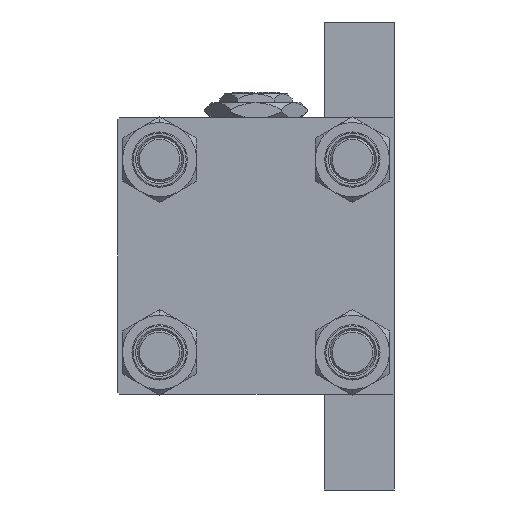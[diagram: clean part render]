
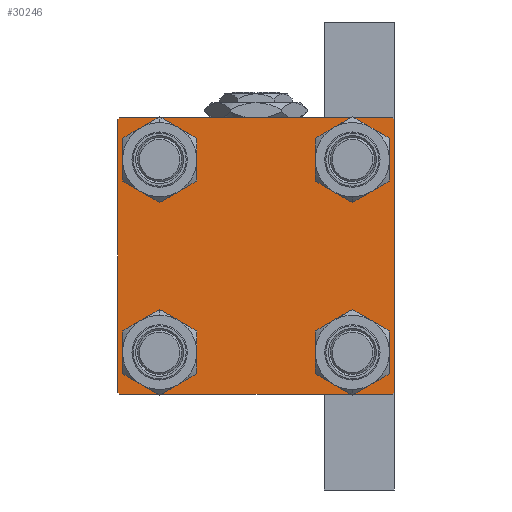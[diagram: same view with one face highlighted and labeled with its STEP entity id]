
A CAD part, left-side view. The second image highlights one B-rep face of the part: STEP entity #30246.
In plain terms, the highlighted planar face has unit normal (-1, 0, 0).
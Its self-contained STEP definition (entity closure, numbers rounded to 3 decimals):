
#527 = VECTOR ( 'NONE', #26653, 1000. ) ;
#921 = CARTESIAN_POINT ( 'NONE',  ( 0., 37.25, 37.25 ) ) ;
#951 = CARTESIAN_POINT ( 'NONE',  ( 0., -26.15, 32.65 ) ) ;
#1075 = CARTESIAN_POINT ( 'NONE',  ( 0., 26.15, -32.65 ) ) ;
#1381 = ORIENTED_EDGE ( 'NONE', *, *, #40480, .T. ) ;
#2190 = VECTOR ( 'NONE', #41690, 1000. ) ;
#2642 = CARTESIAN_POINT ( 'NONE',  ( 0., -37.5, 37. ) ) ;
#2705 = EDGE_CURVE ( 'NONE', #26574, #37116, #39079, .T. ) ;
#2760 = CARTESIAN_POINT ( 'NONE',  ( 0., 0., 0. ) ) ;
#4245 = EDGE_CURVE ( 'NONE', #17958, #42524, #14937, .T. ) ;
#4662 = CARTESIAN_POINT ( 'NONE',  ( 0., 37.5, -37.5 ) ) ;
#4772 = CARTESIAN_POINT ( 'NONE',  ( 0., 37., -37.5 ) ) ;
#4908 = CIRCLE ( 'NONE', #47010, 6.5 ) ;
#5584 = CARTESIAN_POINT ( 'NONE',  ( 0., -26.15, -19.65 ) ) ;
#5769 = DIRECTION ( 'NONE',  ( 0., 0., 1. ) ) ;
#5824 = FACE_BOUND ( 'NONE', #33461, .T. ) ;
#6595 = DIRECTION ( 'NONE',  ( 0., 0., 1. ) ) ;
#7244 = ORIENTED_EDGE ( 'NONE', *, *, #32929, .T. ) ;
#7312 = DIRECTION ( 'NONE',  ( 0., 0.707, 0.707 ) ) ;
#7448 = CARTESIAN_POINT ( 'NONE',  ( 0., 37.5, 37.5 ) ) ;
#8016 = AXIS2_PLACEMENT_3D ( 'NONE', #34232, #26374, #6595 ) ;
#8663 = DIRECTION ( 'NONE',  ( 0., 0., 1. ) ) ;
#8687 = CARTESIAN_POINT ( 'NONE',  ( 0., 26.15, 26.15 ) ) ;
#8859 = CARTESIAN_POINT ( 'NONE',  ( 0., 26.15, 19.65 ) ) ;
#8963 = CARTESIAN_POINT ( 'NONE',  ( 0., 26.15, 32.65 ) ) ;
#8983 = DIRECTION ( 'NONE',  ( 0., -1., 0. ) ) ;
#9752 = VERTEX_POINT ( 'NONE', #22138 ) ;
#10354 = EDGE_LOOP ( 'NONE', ( #11050, #14598 ) ) ;
#10774 = DIRECTION ( 'NONE',  ( 1., 0., 0. ) ) ;
#11050 = ORIENTED_EDGE ( 'NONE', *, *, #36988, .T. ) ;
#11369 = LINE ( 'NONE', #49694, #43792 ) ;
#11749 = CARTESIAN_POINT ( 'NONE',  ( 0., 37., 37.5 ) ) ;
#12184 = CIRCLE ( 'NONE', #47861, 6.5 ) ;
#13322 = VERTEX_POINT ( 'NONE', #951 ) ;
#13394 = ORIENTED_EDGE ( 'NONE', *, *, #29631, .T. ) ;
#14598 = ORIENTED_EDGE ( 'NONE', *, *, #21263, .T. ) ;
#14937 = LINE ( 'NONE', #45867, #19663 ) ;
#15308 = CIRCLE ( 'NONE', #18525, 6.5 ) ;
#15482 = EDGE_CURVE ( 'NONE', #37116, #26574, #45872, .T. ) ;
#15746 = CARTESIAN_POINT ( 'NONE',  ( 0., 37.25, -37.25 ) ) ;
#15794 = DIRECTION ( 'NONE',  ( 1., 0., 0. ) ) ;
#15877 = ORIENTED_EDGE ( 'NONE', *, *, #44430, .T. ) ;
#16112 = VECTOR ( 'NONE', #24281, 1000. ) ;
#16341 = LINE ( 'NONE', #4662, #23850 ) ;
#16415 = EDGE_CURVE ( 'NONE', #26870, #23869, #19052, .T. ) ;
#17229 = AXIS2_PLACEMENT_3D ( 'NONE', #8687, #15794, #39605 ) ;
#17625 = VERTEX_POINT ( 'NONE', #4772 ) ;
#17958 = VERTEX_POINT ( 'NONE', #2642 ) ;
#18054 = EDGE_CURVE ( 'NONE', #26523, #42524, #42179, .T. ) ;
#18145 = CIRCLE ( 'NONE', #31110, 6.5 ) ;
#18373 = CARTESIAN_POINT ( 'NONE',  ( 0., 37.5, -37. ) ) ;
#18481 = DIRECTION ( 'NONE',  ( 0., 0., -1. ) ) ;
#18525 = AXIS2_PLACEMENT_3D ( 'NONE', #27925, #43384, #8663 ) ;
#19052 = LINE ( 'NONE', #19542, #527 ) ;
#19401 = ORIENTED_EDGE ( 'NONE', *, *, #49692, .T. ) ;
#19470 = LINE ( 'NONE', #49929, #45518 ) ;
#19542 = CARTESIAN_POINT ( 'NONE',  ( 0., -37.25, -37.25 ) ) ;
#19663 = VECTOR ( 'NONE', #7312, 1000. ) ;
#20561 = VERTEX_POINT ( 'NONE', #18373 ) ;
#21263 = EDGE_CURVE ( 'NONE', #34263, #40120, #41036, .T. ) ;
#21297 = PLANE ( 'NONE',  #48664 ) ;
#21751 = DIRECTION ( 'NONE',  ( 1., 0., 0. ) ) ;
#22013 = CARTESIAN_POINT ( 'NONE',  ( 0., 26.15, 26.15 ) ) ;
#22138 = CARTESIAN_POINT ( 'NONE',  ( 0., -26.15, 19.65 ) ) ;
#22474 = ORIENTED_EDGE ( 'NONE', *, *, #16415, .T. ) ;
#23100 = EDGE_LOOP ( 'NONE', ( #13394, #15877, #19401, #22474, #44979, #28091, #29577, #35922 ) ) ;
#23549 = VERTEX_POINT ( 'NONE', #39741 ) ;
#23850 = VECTOR ( 'NONE', #8983, 1000. ) ;
#23869 = VERTEX_POINT ( 'NONE', #25814 ) ;
#24281 = DIRECTION ( 'NONE',  ( 0., 0.707, -0.707 ) ) ;
#24904 = DIRECTION ( 'NONE',  ( 0., 0., 1. ) ) ;
#25113 = FACE_BOUND ( 'NONE', #10354, .T. ) ;
#25409 = EDGE_LOOP ( 'NONE', ( #50091, #1381 ) ) ;
#25572 = DIRECTION ( 'NONE',  ( 0., 0., 1. ) ) ;
#25814 = CARTESIAN_POINT ( 'NONE',  ( 0., -37.5, -37. ) ) ;
#26185 = EDGE_CURVE ( 'NONE', #26523, #23549, #35684, .T. ) ;
#26247 = DIRECTION ( 'NONE',  ( 0., 0., 1. ) ) ;
#26374 = DIRECTION ( 'NONE',  ( 1., 0., 0. ) ) ;
#26434 = AXIS2_PLACEMENT_3D ( 'NONE', #22013, #32925, #37475 ) ;
#26523 = VERTEX_POINT ( 'NONE', #11749 ) ;
#26574 = VERTEX_POINT ( 'NONE', #8963 ) ;
#26637 = VERTEX_POINT ( 'NONE', #1075 ) ;
#26653 = DIRECTION ( 'NONE',  ( 0., -0.707, 0.707 ) ) ;
#26870 = VERTEX_POINT ( 'NONE', #41876 ) ;
#27925 = CARTESIAN_POINT ( 'NONE',  ( 0., 26.15, -26.15 ) ) ;
#28086 = AXIS2_PLACEMENT_3D ( 'NONE', #32499, #40849, #24904 ) ;
#28091 = ORIENTED_EDGE ( 'NONE', *, *, #4245, .T. ) ;
#29577 = ORIENTED_EDGE ( 'NONE', *, *, #18054, .F. ) ;
#29631 = EDGE_CURVE ( 'NONE', #23549, #20561, #11369, .T. ) ;
#30246 = ADVANCED_FACE ( 'NONE', ( #37503, #25113, #44618, #5824, #49194 ), #21297, .T. ) ;
#30886 = DIRECTION ( 'NONE',  ( 0., 0., -1. ) ) ;
#31110 = AXIS2_PLACEMENT_3D ( 'NONE', #38216, #21751, #25572 ) ;
#31207 = LINE ( 'NONE', #15746, #31770 ) ;
#31770 = VECTOR ( 'NONE', #47179, 1000. ) ;
#32405 = CARTESIAN_POINT ( 'NONE',  ( 0., -26.15, 26.15 ) ) ;
#32499 = CARTESIAN_POINT ( 'NONE',  ( 0., -26.15, -26.15 ) ) ;
#32925 = DIRECTION ( 'NONE',  ( 1., 0., 0. ) ) ;
#32929 = EDGE_CURVE ( 'NONE', #26637, #45119, #15308, .T. ) ;
#33345 = CARTESIAN_POINT ( 'NONE',  ( 0., -26.15, -26.15 ) ) ;
#33461 = EDGE_LOOP ( 'NONE', ( #34389, #48680 ) ) ;
#34031 = EDGE_CURVE ( 'NONE', #45119, #26637, #34773, .T. ) ;
#34232 = CARTESIAN_POINT ( 'NONE',  ( 0., 26.15, -26.15 ) ) ;
#34263 = VERTEX_POINT ( 'NONE', #42011 ) ;
#34389 = ORIENTED_EDGE ( 'NONE', *, *, #2705, .T. ) ;
#34773 = CIRCLE ( 'NONE', #8016, 6.5 ) ;
#35383 = CARTESIAN_POINT ( 'NONE',  ( 0., 26.15, -19.65 ) ) ;
#35684 = LINE ( 'NONE', #921, #16112 ) ;
#35922 = ORIENTED_EDGE ( 'NONE', *, *, #26185, .T. ) ;
#36523 = DIRECTION ( 'NONE',  ( -1., 0., 0. ) ) ;
#36988 = EDGE_CURVE ( 'NONE', #40120, #34263, #12184, .T. ) ;
#37116 = VERTEX_POINT ( 'NONE', #8859 ) ;
#37475 = DIRECTION ( 'NONE',  ( 0., 0., 1. ) ) ;
#37503 = FACE_BOUND ( 'NONE', #25409, .T. ) ;
#38216 = CARTESIAN_POINT ( 'NONE',  ( 0., -26.15, 26.15 ) ) ;
#39079 = CIRCLE ( 'NONE', #17229, 6.5 ) ;
#39605 = DIRECTION ( 'NONE',  ( 0., 0., 1. ) ) ;
#39741 = CARTESIAN_POINT ( 'NONE',  ( 0., 37.5, 37. ) ) ;
#40120 = VERTEX_POINT ( 'NONE', #5584 ) ;
#40306 = DIRECTION ( 'NONE',  ( 0., 0., 1. ) ) ;
#40480 = EDGE_CURVE ( 'NONE', #9752, #13322, #4908, .T. ) ;
#40849 = DIRECTION ( 'NONE',  ( 1., 0., 0. ) ) ;
#41036 = CIRCLE ( 'NONE', #28086, 6.5 ) ;
#41690 = DIRECTION ( 'NONE',  ( 0., -1., 0. ) ) ;
#41876 = CARTESIAN_POINT ( 'NONE',  ( 0., -37., -37.5 ) ) ;
#42011 = CARTESIAN_POINT ( 'NONE',  ( 0., -26.15, -32.65 ) ) ;
#42179 = LINE ( 'NONE', #7448, #2190 ) ;
#42524 = VERTEX_POINT ( 'NONE', #48403 ) ;
#43107 = EDGE_LOOP ( 'NONE', ( #46033, #7244 ) ) ;
#43384 = DIRECTION ( 'NONE',  ( 1., 0., 0. ) ) ;
#43756 = EDGE_CURVE ( 'NONE', #17958, #23869, #19470, .T. ) ;
#43792 = VECTOR ( 'NONE', #18481, 1000. ) ;
#43815 = DIRECTION ( 'NONE',  ( 1., 0., 0. ) ) ;
#44430 = EDGE_CURVE ( 'NONE', #20561, #17625, #31207, .T. ) ;
#44618 = FACE_BOUND ( 'NONE', #43107, .T. ) ;
#44979 = ORIENTED_EDGE ( 'NONE', *, *, #43756, .F. ) ;
#45119 = VERTEX_POINT ( 'NONE', #35383 ) ;
#45518 = VECTOR ( 'NONE', #30886, 1000. ) ;
#45867 = CARTESIAN_POINT ( 'NONE',  ( 0., -37.25, 37.25 ) ) ;
#45872 = CIRCLE ( 'NONE', #26434, 6.5 ) ;
#46033 = ORIENTED_EDGE ( 'NONE', *, *, #34031, .T. ) ;
#47010 = AXIS2_PLACEMENT_3D ( 'NONE', #32405, #43815, #5769 ) ;
#47179 = DIRECTION ( 'NONE',  ( 0., -0.707, -0.707 ) ) ;
#47861 = AXIS2_PLACEMENT_3D ( 'NONE', #33345, #10774, #26247 ) ;
#48403 = CARTESIAN_POINT ( 'NONE',  ( 0., -37., 37.5 ) ) ;
#48664 = AXIS2_PLACEMENT_3D ( 'NONE', #2760, #36523, #40306 ) ;
#48680 = ORIENTED_EDGE ( 'NONE', *, *, #15482, .T. ) ;
#49166 = EDGE_CURVE ( 'NONE', #13322, #9752, #18145, .T. ) ;
#49194 = FACE_OUTER_BOUND ( 'NONE', #23100, .T. ) ;
#49692 = EDGE_CURVE ( 'NONE', #17625, #26870, #16341, .T. ) ;
#49694 = CARTESIAN_POINT ( 'NONE',  ( 0., 37.5, 37.5 ) ) ;
#49929 = CARTESIAN_POINT ( 'NONE',  ( 0., -37.5, 37.5 ) ) ;
#50091 = ORIENTED_EDGE ( 'NONE', *, *, #49166, .T. ) ;
